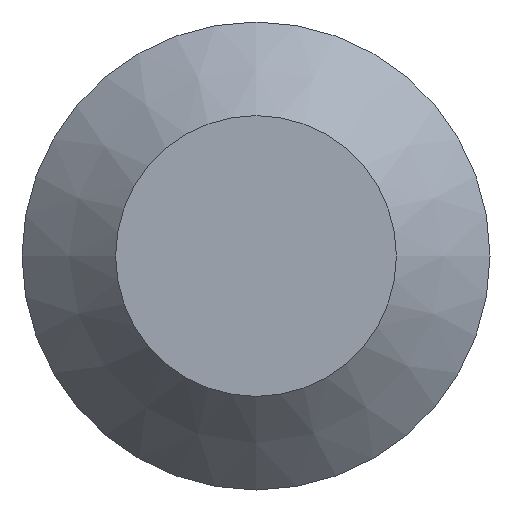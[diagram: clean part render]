
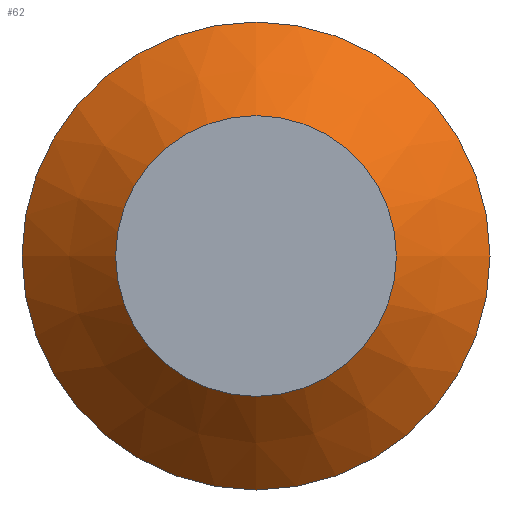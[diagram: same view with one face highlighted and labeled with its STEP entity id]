
A CAD part, left-side view. The second image highlights one B-rep face of the part: STEP entity #62.
In plain terms, the highlighted conical face has half-angle 45 degrees and reference radius 4 mm.
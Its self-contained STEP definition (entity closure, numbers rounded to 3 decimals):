
#20=FACE_OUTER_BOUND('',#25,.T.);
#25=EDGE_LOOP('',(#49,#50,#51,#52));
#31=LINE('',#117,#33);
#33=VECTOR('',#96,4.);
#35=CIRCLE('',#82,3.);
#36=CIRCLE('',#83,5.);
#39=VERTEX_POINT('',#114);
#40=VERTEX_POINT('',#116);
#43=EDGE_CURVE('',#39,#39,#35,.T.);
#44=EDGE_CURVE('',#39,#40,#31,.T.);
#45=EDGE_CURVE('',#40,#40,#36,.T.);
#49=ORIENTED_EDGE('',*,*,#43,.T.);
#50=ORIENTED_EDGE('',*,*,#44,.T.);
#51=ORIENTED_EDGE('',*,*,#45,.F.);
#52=ORIENTED_EDGE('',*,*,#44,.F.);
#61=CONICAL_SURFACE('',#81,4.,0.785);
#62=ADVANCED_FACE('',(#20),#61,.T.);
#81=AXIS2_PLACEMENT_3D('',#113,#92,#93);
#82=AXIS2_PLACEMENT_3D('',#115,#94,#95);
#83=AXIS2_PLACEMENT_3D('',#118,#97,#98);
#92=DIRECTION('center_axis',(1.,0.,0.));
#93=DIRECTION('ref_axis',(0.,1.,0.));
#94=DIRECTION('center_axis',(1.,0.,0.));
#95=DIRECTION('ref_axis',(0.,1.,0.));
#96=DIRECTION('',(0.707,-0.707,0.));
#97=DIRECTION('center_axis',(1.,0.,0.));
#98=DIRECTION('ref_axis',(0.,1.,0.));
#113=CARTESIAN_POINT('Origin',(-1.,-25.,25.));
#114=CARTESIAN_POINT('',(-2.,-28.,25.));
#115=CARTESIAN_POINT('Origin',(-2.,-25.,25.));
#116=CARTESIAN_POINT('',(0.,-30.,25.));
#117=CARTESIAN_POINT('',(-1.,-29.,25.));
#118=CARTESIAN_POINT('Origin',(0.,-25.,25.));
